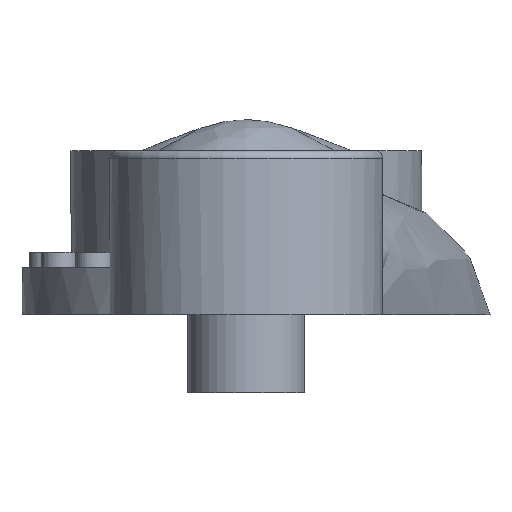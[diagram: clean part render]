
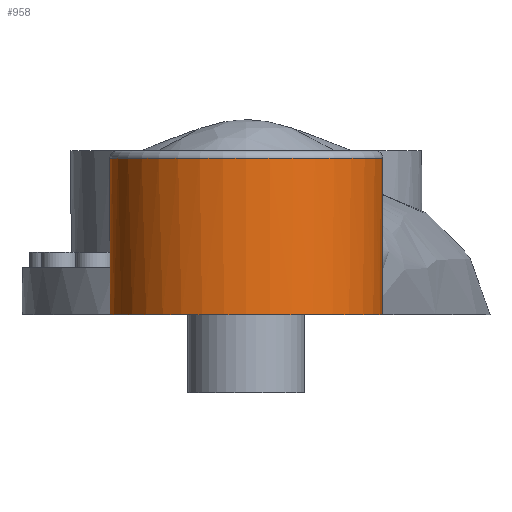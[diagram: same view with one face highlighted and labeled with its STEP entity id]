
A CAD part, left-side view. The second image highlights one B-rep face of the part: STEP entity #958.
In plain terms, the highlighted cylindrical face has radius 35 mm (diameter 70 mm), a full revolution.
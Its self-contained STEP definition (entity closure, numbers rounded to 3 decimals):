
#26=B_SPLINE_CURVE_WITH_KNOTS('',3,(#1798,#1799,#1800,#1801,#1802,#1803,
#1804,#1805,#1806,#1807,#1808,#1809,#1810,#1811,#1812,#1813,#1814,#1815,
#1816,#1817,#1818,#1819,#1820,#1821),.UNSPECIFIED.,.F.,.F.,(4,2,2,2,2,2,
2,2,2,2,2,4),(0.,0.828,1.626,2.612,3.725,
4.639,5.48,6.344,7.369,8.594,
9.385,10.154),.UNSPECIFIED.);
#152=FACE_OUTER_BOUND('',#253,.T.);
#253=EDGE_LOOP('',(#804,#805,#806,#807,#808,#809));
#305=LINE('',#1827,#339);
#339=VECTOR('',#1411,35.);
#406=CIRCLE('',#1109,35.);
#407=CIRCLE('',#1110,35.);
#408=CIRCLE('',#1111,35.);
#488=VERTEX_POINT('',#1795);
#489=VERTEX_POINT('',#1797);
#490=VERTEX_POINT('',#1824);
#491=VERTEX_POINT('',#1826);
#599=EDGE_CURVE('',#489,#488,#26,.T.);
#601=EDGE_CURVE('',#490,#490,#406,.T.);
#602=EDGE_CURVE('',#490,#491,#305,.T.);
#603=EDGE_CURVE('',#491,#489,#407,.T.);
#604=EDGE_CURVE('',#488,#491,#408,.T.);
#804=ORIENTED_EDGE('',*,*,#601,.F.);
#805=ORIENTED_EDGE('',*,*,#602,.T.);
#806=ORIENTED_EDGE('',*,*,#603,.T.);
#807=ORIENTED_EDGE('',*,*,#599,.T.);
#808=ORIENTED_EDGE('',*,*,#604,.T.);
#809=ORIENTED_EDGE('',*,*,#602,.F.);
#894=CYLINDRICAL_SURFACE('',#1108,35.);
#958=ADVANCED_FACE('',(#152),#894,.T.);
#1108=AXIS2_PLACEMENT_3D('',#1823,#1407,#1408);
#1109=AXIS2_PLACEMENT_3D('',#1825,#1409,#1410);
#1110=AXIS2_PLACEMENT_3D('',#1828,#1412,#1413);
#1111=AXIS2_PLACEMENT_3D('',#1829,#1414,#1415);
#1407=DIRECTION('center_axis',(0.,0.,1.));
#1408=DIRECTION('ref_axis',(1.,0.,0.));
#1409=DIRECTION('center_axis',(0.,0.,1.));
#1410=DIRECTION('ref_axis',(1.,0.,0.));
#1411=DIRECTION('',(0.,0.,-1.));
#1412=DIRECTION('center_axis',(0.,0.,1.));
#1413=DIRECTION('ref_axis',(1.,0.,0.));
#1414=DIRECTION('center_axis',(0.,0.,1.));
#1415=DIRECTION('ref_axis',(1.,0.,0.));
#1795=CARTESIAN_POINT('',(-322.537,21.697,0.));
#1797=CARTESIAN_POINT('',(-333.922,-31.088,0.));
#1798=CARTESIAN_POINT('Ctrl Pts',(-333.922,-31.088,0.));
#1799=CARTESIAN_POINT('Ctrl Pts',(-334.615,-31.447,2.648));
#1800=CARTESIAN_POINT('Ctrl Pts',(-334.878,-31.566,5.363));
#1801=CARTESIAN_POINT('Ctrl Pts',(-334.353,-31.309,10.768));
#1802=CARTESIAN_POINT('Ctrl Pts',(-333.619,-30.953,13.293));
#1803=CARTESIAN_POINT('Ctrl Pts',(-331.291,-29.617,18.596));
#1804=CARTESIAN_POINT('Ctrl Pts',(-329.528,-28.495,21.319));
#1805=CARTESIAN_POINT('Ctrl Pts',(-325.488,-25.138,26.451));
#1806=CARTESIAN_POINT('Ctrl Pts',(-323.21,-22.797,28.739));
#1807=CARTESIAN_POINT('Ctrl Pts',(-319.562,-17.519,31.813));
#1808=CARTESIAN_POINT('Ctrl Pts',(-318.127,-14.805,32.771));
#1809=CARTESIAN_POINT('Ctrl Pts',(-316.069,-9.067,33.63));
#1810=CARTESIAN_POINT('Ctrl Pts',(-315.43,-6.194,33.59));
#1811=CARTESIAN_POINT('Ctrl Pts',(-314.874,-0.32,
32.608));
#1812=CARTESIAN_POINT('Ctrl Pts',(-314.987,2.567,31.66));
#1813=CARTESIAN_POINT('Ctrl Pts',(-315.886,8.472,28.781));
#1814=CARTESIAN_POINT('Ctrl Pts',(-316.788,11.36,26.726));
#1815=CARTESIAN_POINT('Ctrl Pts',(-319.099,16.741,21.443));
#1816=CARTESIAN_POINT('Ctrl Pts',(-320.546,18.989,18.12));
#1817=CARTESIAN_POINT('Ctrl Pts',(-322.244,21.352,12.292));
#1818=CARTESIAN_POINT('Ctrl Pts',(-322.747,21.963,9.861));
#1819=CARTESIAN_POINT('Ctrl Pts',(-323.098,22.39,4.834));
#1820=CARTESIAN_POINT('Ctrl Pts',(-322.949,22.219,2.395));
#1821=CARTESIAN_POINT('Ctrl Pts',(-322.537,21.697,0.));
#1823=CARTESIAN_POINT('Origin',(-350.,0.,0.));
#1824=CARTESIAN_POINT('',(-385.,0.,40.));
#1825=CARTESIAN_POINT('Origin',(-350.,0.,40.));
#1826=CARTESIAN_POINT('',(-385.,0.,0.));
#1827=CARTESIAN_POINT('',(-385.,0.,0.));
#1828=CARTESIAN_POINT('Origin',(-350.,0.,0.));
#1829=CARTESIAN_POINT('Origin',(-350.,0.,0.));
